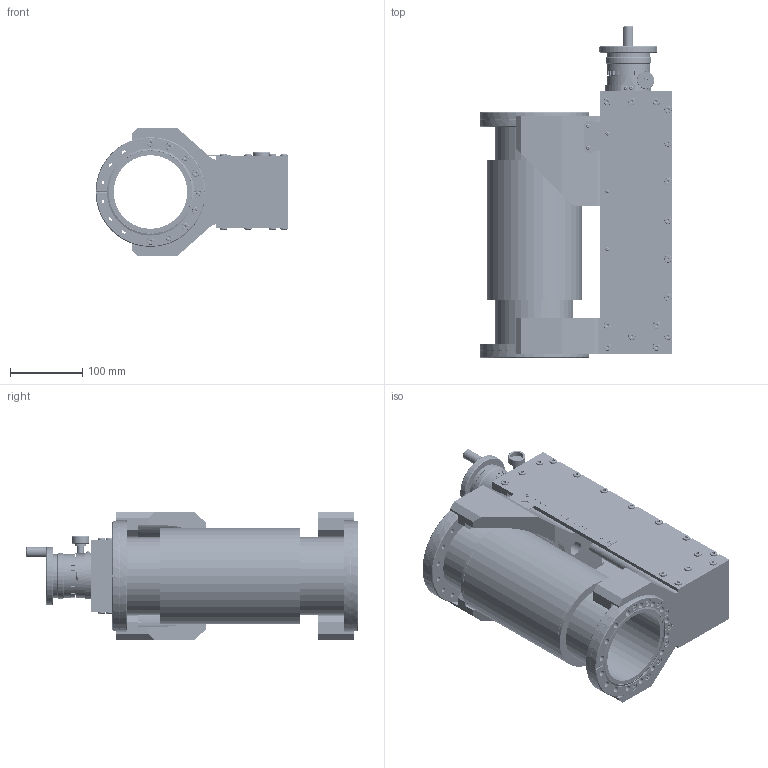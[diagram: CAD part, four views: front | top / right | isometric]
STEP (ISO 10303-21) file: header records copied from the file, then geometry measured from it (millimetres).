
FILE_DESCRIPTION (( 'STEP AP214' ), '1' );
FILE_NAME ('420MZA100-150.stp', '2017-04-28T09:31:26', ( '' ), ( '' ), 'SwSTEP 2.0', 'SolidWorks 2015', '' );
FILE_SCHEMA (( 'AUTOMOTIVE_DESIGN' ));
Length unit declared in the file: millimetre
Products named in the file (1): 420MZA100-150
Bounding box: 267 x 459.6 x 176 mm (x, y, z)
Volume: 5005057.9 mm3; surface area: 1017102.3 mm2
Topology: 97 solids, 103 shells, 5206 faces, 13325 edges, 8401 vertices
Faces by surface type: plane 2971, cylinder 1199, cone 554, bspline 482
Entity records: 230312 total; most frequent: CARTESIAN_POINT 46678, ORIENTED_EDGE 26010, DIRECTION 25946, EDGE_CURVE 13005, AXIS2_PLACEMENT_3D 8971, VERTEX_POINT 8401, VECTOR 8004, LINE 8004
